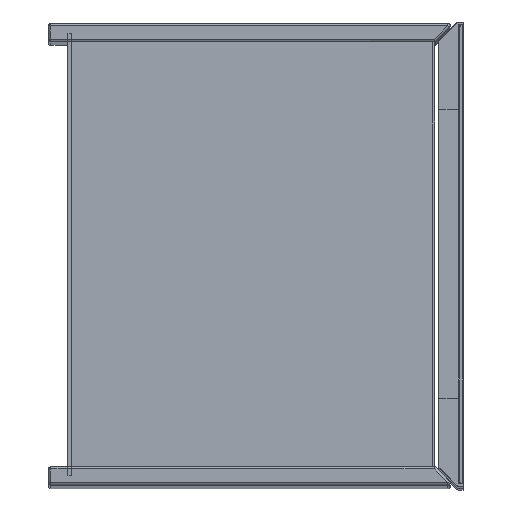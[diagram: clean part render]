
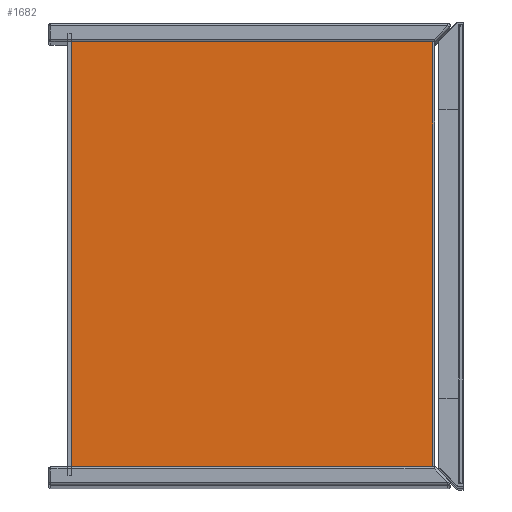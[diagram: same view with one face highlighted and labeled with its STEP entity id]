
A CAD part, top view. The second image highlights one B-rep face of the part: STEP entity #1682.
In plain terms, the highlighted planar face has unit normal (0, 0, 1).
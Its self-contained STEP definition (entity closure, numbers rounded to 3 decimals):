
#1523=CARTESIAN_POINT('Vertex',(20.,184.,1759.5)) ;
#1526=CARTESIAN_POINT('Line Origine',(176.5,184.,1759.5)) ;
#1530=CARTESIAN_POINT('Vertex',(333.,184.,1759.5)) ;
#1644=CARTESIAN_POINT('Vertex',(20.,-184.,1759.5)) ;
#1647=CARTESIAN_POINT('Line Origine',(20.,0.,1759.5)) ;
#1659=CARTESIAN_POINT('Axis2P3D Location',(334.5,-184.,1759.5)) ;
#1664=CARTESIAN_POINT('Line Origine',(176.5,-184.,1759.5)) ;
#1668=CARTESIAN_POINT('Vertex',(333.,-184.,1759.5)) ;
#1671=CARTESIAN_POINT('Line Origine',(333.,0.,1759.5)) ;
#1528=VECTOR('Line Direction',#1527,1.) ;
#1649=VECTOR('Line Direction',#1648,1.) ;
#1666=VECTOR('Line Direction',#1665,1.) ;
#1673=VECTOR('Line Direction',#1672,1.) ;
#1527=DIRECTION('Vector Direction',(-1.,0.,0.)) ;
#1648=DIRECTION('Vector Direction',(0.,-1.,0.)) ;
#1660=DIRECTION('Axis2P3D Direction',(0.,0.,-1.)) ;
#1661=DIRECTION('Axis2P3D XDirection',(-1.,0.,0.)) ;
#1665=DIRECTION('Vector Direction',(1.,0.,0.)) ;
#1672=DIRECTION('Vector Direction',(0.,1.,0.)) ;
#1662=AXIS2_PLACEMENT_3D('Plane Axis2P3D',#1659,#1660,#1661) ;
#1529=LINE('Line',#1526,#1528) ;
#1650=LINE('Line',#1647,#1649) ;
#1667=LINE('Line',#1664,#1666) ;
#1674=LINE('Line',#1671,#1673) ;
#1663=PLANE('',#1662) ;
#1532=EDGE_CURVE('',#1531,#1524,#1529,.T.) ;
#1651=EDGE_CURVE('',#1524,#1645,#1650,.T.) ;
#1670=EDGE_CURVE('',#1645,#1669,#1667,.T.) ;
#1675=EDGE_CURVE('',#1669,#1531,#1674,.T.) ;
#1677=ORIENTED_EDGE('',*,*,#1670,.T.) ;
#1678=ORIENTED_EDGE('',*,*,#1675,.T.) ;
#1679=ORIENTED_EDGE('',*,*,#1532,.T.) ;
#1680=ORIENTED_EDGE('',*,*,#1651,.T.) ;
#1676=EDGE_LOOP('',(#1677,#1678,#1679,#1680)) ;
#1524=VERTEX_POINT('',#1523) ;
#1531=VERTEX_POINT('',#1530) ;
#1645=VERTEX_POINT('',#1644) ;
#1669=VERTEX_POINT('',#1668) ;
#1682=ADVANCED_FACE('FUE_Template_Product.1|HSQT040_Boden.2|HSQT040_Boden_3sh-HG-00188954_A.1|Verrundung1',(#1681),#1663,.F.) ;
#1681=FACE_OUTER_BOUND('',#1676,.T.) ;
